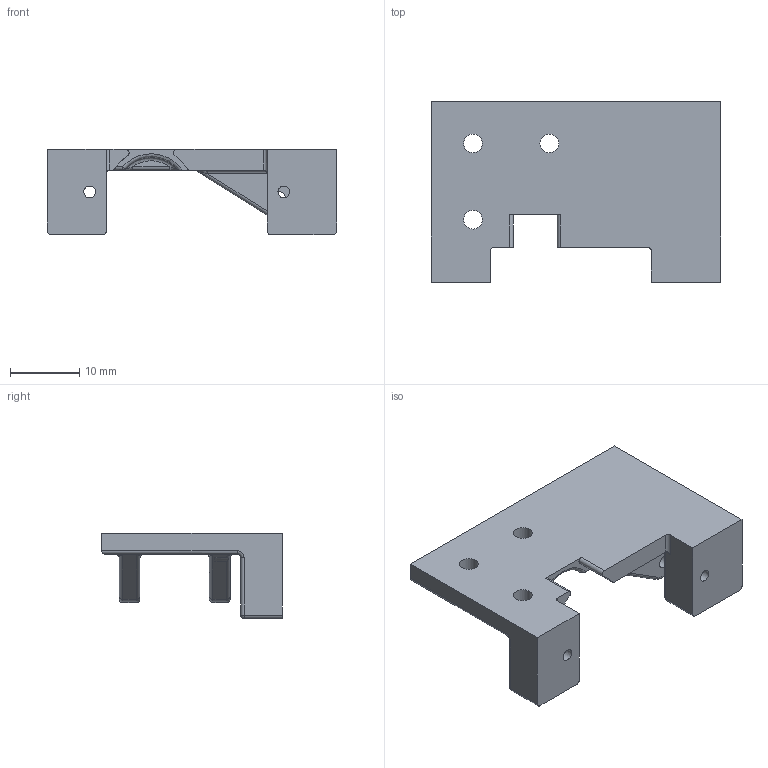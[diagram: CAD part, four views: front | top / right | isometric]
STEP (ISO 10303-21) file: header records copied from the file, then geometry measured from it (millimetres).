
FILE_DESCRIPTION(/* description */ (' ','CAx-IF Rec.Pracs.---Representation and Presentation of Product Manufacturing Information (PMI)---4.0---2014-10-13'),/* implementation_level */ '2;1');
FILE_NAME(/* name */ '',/* time_stamp */ '2025-02-16T11:05:05+08:00',/* author */ (''),/* organization */ (''),/* preprocessor_version */ 'ST-DEVELOPER v20',/* originating_system */ 'Autodesk Translation Framework v13.20.0.188',/* authorisation */ '');
FILE_SCHEMA (('AP242_MANAGED_MODEL_BASED_3D_ENGINEERING_MIM_LF { 1 0 10303 442 1 1 4 }'));
Length unit declared in the file: millimetre
Products named in the file (1): _model2
Bounding box: 41.71 x 26 x 12.27 mm (x, y, z)
Volume: 4049.4 mm3; surface area: 3240.4 mm2
Topology: 1 solids, 1 shells, 107 faces, 259 edges, 151 vertices
Faces by surface type: cylinder 56, plane 26, torus 14, bspline 6, sphere 5
Full cylindrical faces by diameter (mm): 1.7 x2, 1.9 x2, 2.7 x3
Entity records: 3453 total; most frequent: CARTESIAN_POINT 866, DIRECTION 574, ORIENTED_EDGE 508, EDGE_CURVE 254, AXIS2_PLACEMENT_3D 226, VERTEX_POINT 151, EDGE_LOOP 123, LINE 122
